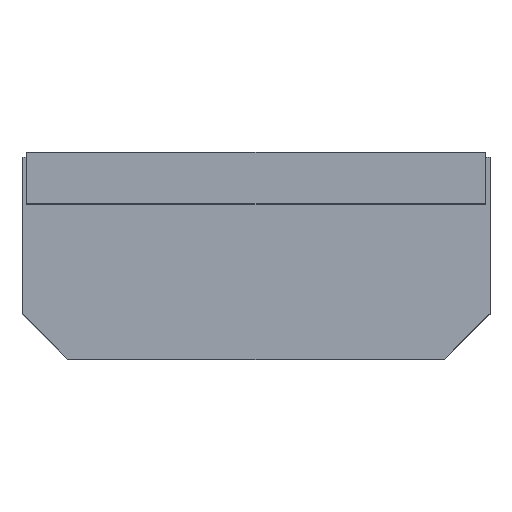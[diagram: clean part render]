
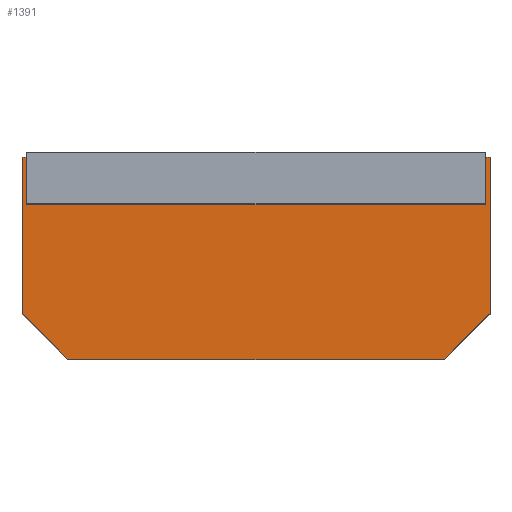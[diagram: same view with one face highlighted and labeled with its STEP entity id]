
A CAD part, top view. The second image highlights one B-rep face of the part: STEP entity #1391.
In plain terms, the highlighted planar face has unit normal (0, 0, 1).
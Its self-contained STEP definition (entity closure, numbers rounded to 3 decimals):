
#1118=CARTESIAN_POINT('',(6.711,-1.638,9.449));
#1117=VERTEX_POINT('',#1118);
#1128=CARTESIAN_POINT('',(-1.661,-1.638,9.449));
#1127=VERTEX_POINT('',#1128);
#1126=EDGE_CURVE('',#1127,#1117,#1131,.T.);
#1131=LINE('',#1128,#1133);
#1133=VECTOR('',#1134,8.372);
#1134=DIRECTION('',(1.0,0.0,0.0));
#1167=CARTESIAN_POINT('',(7.732,-0.617,9.449));
#1166=VERTEX_POINT('',#1167);
#1175=EDGE_CURVE('',#1117,#1166,#1180,.T.);
#1180=LINE('',#1118,#1182);
#1182=VECTOR('',#1183,1.444);
#1183=DIRECTION('',(0.707,0.707,0.0));
#1216=CARTESIAN_POINT('',(7.732,2.857,9.449));
#1215=VERTEX_POINT('',#1216);
#1224=EDGE_CURVE('',#1166,#1215,#1229,.T.);
#1229=LINE('',#1167,#1231);
#1231=VECTOR('',#1232,3.475);
#1232=DIRECTION('',(0.0,1.0,0.0));
#1265=CARTESIAN_POINT('',(-2.682,2.858,9.449));
#1264=VERTEX_POINT('',#1265);
#1273=EDGE_CURVE('',#1215,#1264,#1278,.T.);
#1278=LINE('',#1216,#1280);
#1280=VECTOR('',#1281,10.414);
#1281=DIRECTION('',(-1.0,0.0,0.0));
#1314=CARTESIAN_POINT('',(-2.682,-0.617,9.449));
#1313=VERTEX_POINT('',#1314);
#1322=EDGE_CURVE('',#1264,#1313,#1327,.T.);
#1327=LINE('',#1265,#1329);
#1329=VECTOR('',#1330,3.475);
#1330=DIRECTION('',(0.0,-1.0,0.0));
#1371=EDGE_CURVE('',#1313,#1127,#1376,.T.);
#1376=LINE('',#1314,#1378);
#1378=VECTOR('',#1379,1.444);
#1379=DIRECTION('',(0.707,-0.707,0.0));
#1391=ADVANCED_FACE('',(#1397),#1392,.T.);
#1392=PLANE('',#1393);
#1393=AXIS2_PLACEMENT_3D('',#1394,#1395,#1396);
#1394=CARTESIAN_POINT('',(7.732,2.857,9.449));
#1395=DIRECTION('',(0.0,0.0,1.0));
#1396=DIRECTION('',(0.,1.,0.));
#1397=FACE_OUTER_BOUND('',#1398,.T.);
#1398=EDGE_LOOP('',(#1399,#1409,#1419,#1429,#1439,#1449));
#1399=ORIENTED_EDGE('',*,*,#1273,.T.);
#1409=ORIENTED_EDGE('',*,*,#1322,.T.);
#1419=ORIENTED_EDGE('',*,*,#1371,.T.);
#1429=ORIENTED_EDGE('',*,*,#1126,.T.);
#1439=ORIENTED_EDGE('',*,*,#1175,.T.);
#1449=ORIENTED_EDGE('',*,*,#1224,.T.);
